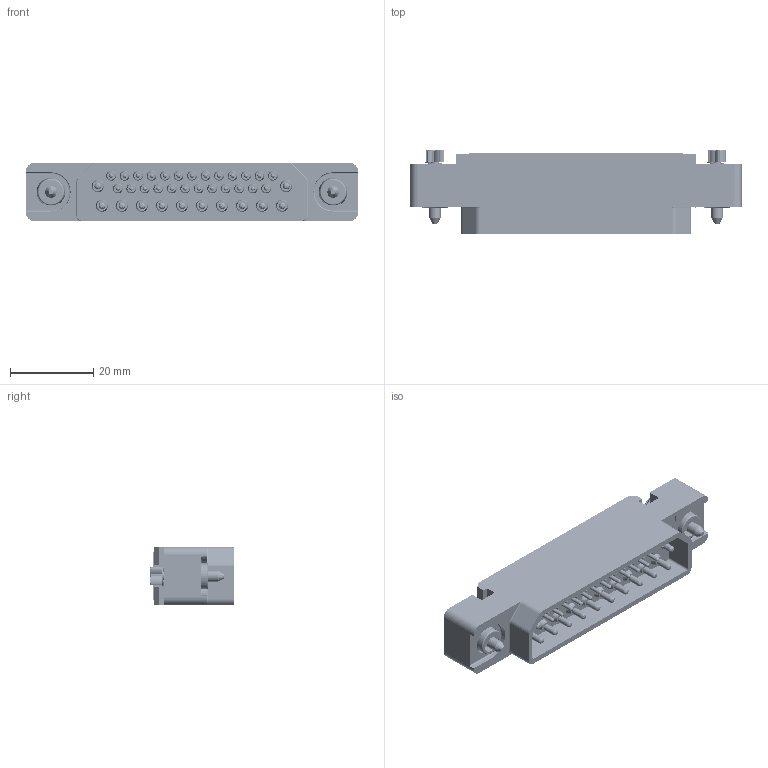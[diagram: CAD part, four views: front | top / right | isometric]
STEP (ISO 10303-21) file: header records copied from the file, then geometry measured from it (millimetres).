
FILE_DESCRIPTION((''),'2;1');
FILE_NAME('1900ND09P2A00E','2020-08-03T',('presta_be4'),(''),'CREO PARAMETRIC BY PTC INC, 2018360','CREO PARAMETRIC BY PTC INC, 2018360','');
FILE_SCHEMA(('CONFIG_CONTROL_DESIGN'));
Products named in the file (1): 1900ND09P2A00E
Bounding box: 80 x 20.16 x 14 mm (x, y, z)
Volume: 12250.3 mm3; surface area: 20102.3 mm2
Topology: 15 solids, 15 shells, 5541 faces, 14998 edges, 9415 vertices
Faces by surface type: plane 2361, cylinder 1416, cone 1118, torus 544, sphere 50, extrusion 28, bspline 24
Entity records: 188852 total; most frequent: CARTESIAN_POINT 50582, ORIENTED_EDGE 29840, DIRECTION 28242, EDGE_CURVE 14920, AXIS2_PLACEMENT_3D 10663, VERTEX_POINT 9415, VECTOR 6916, LINE 6888
